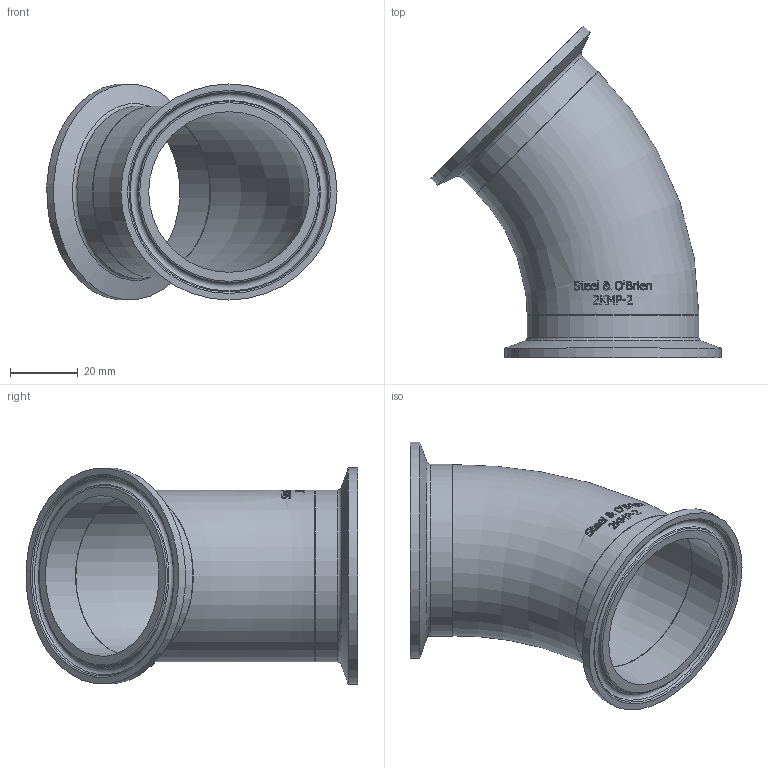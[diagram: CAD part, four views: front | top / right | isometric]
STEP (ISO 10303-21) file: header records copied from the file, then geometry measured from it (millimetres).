
FILE_DESCRIPTION(/* description */ (''),/* implementation_level */ '2;1');
FILE_NAME(/* name */ '2KMP-2.stp',/* time_stamp */ '2019-01-23T09:35:58-05:00',/* author */ ('rick'),/* organization */ (''),/* preprocessor_version */ 'ST-DEVELOPER v15.2',/* originating_system */ 'Autodesk Inventor 2014',/* authorisation */ '');
FILE_SCHEMA (('AUTOMOTIVE_DESIGN { 1 0 10303 214 3 1 1 }'));
Length unit declared in the file: inch
Products named in the file (1): 2KMP-2
Bounding box: 85.78 x 98.09 x 63.91 mm (x, y, z)
Volume: 29971.9 mm3; surface area: 31829.9 mm2
Topology: 1 solids, 1 shells, 341 faces, 894 edges, 590 vertices
Faces by surface type: bspline 149, plane 137, torus 43, cylinder 6, cone 6
Full cylindrical faces by diameter (mm): 47.498 x2, 50.8 x2, 63.906 x2
Entity records: 13292 total; most frequent: CARTESIAN_POINT 6403, ORIENTED_EDGE 1736, EDGE_CURVE 868, DIRECTION 732, VERTEX_POINT 590, B_SPLINE_CURVE_WITH_KNOTS 556, EDGE_LOOP 404, ADVANCED_FACE 341
